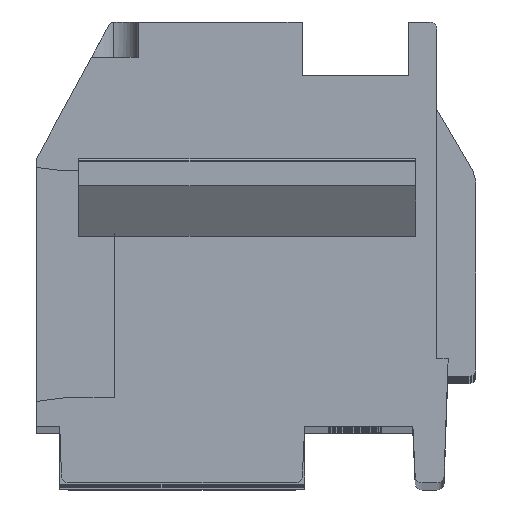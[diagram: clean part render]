
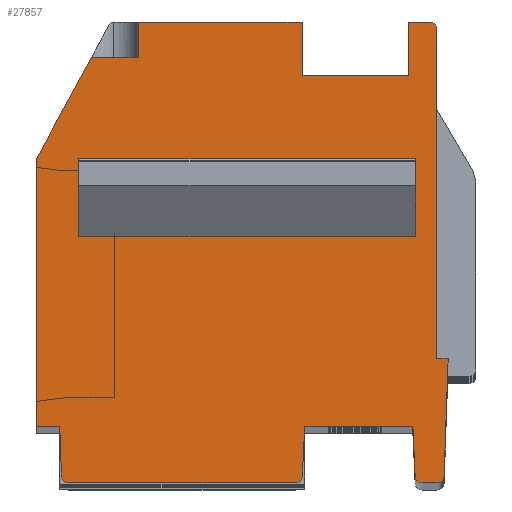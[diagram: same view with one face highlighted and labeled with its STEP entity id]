
A CAD part, top view. The second image highlights one B-rep face of the part: STEP entity #27857.
In plain terms, the highlighted planar face has unit normal (0, 0, 1).
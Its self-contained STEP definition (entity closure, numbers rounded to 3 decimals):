
#34=DIRECTION('',(0.,1.,0.));
#35=VECTOR('',#34,1.55);
#36=CARTESIAN_POINT('',(-5.188,0.15,112.5));
#37=LINE('',#36,#35);
#38=DIRECTION('',(-1.,0.,0.));
#39=VECTOR('',#38,9.5);
#40=CARTESIAN_POINT('',(4.312,0.15,112.5));
#41=LINE('',#40,#39);
#42=DIRECTION('',(0.,1.,0.));
#43=VECTOR('',#42,1.55);
#44=CARTESIAN_POINT('',(4.312,0.15,112.5));
#45=LINE('',#44,#43);
#46=DIRECTION('',(-1.,0.,0.));
#47=VECTOR('',#46,9.5);
#48=CARTESIAN_POINT('',(4.312,1.7,112.5));
#49=LINE('',#48,#47);
#50=DIRECTION('',(0.,-1.,0.));
#51=VECTOR('',#50,7.041);
#52=CARTESIAN_POINT('',(4.912,3.741,112.5));
#53=LINE('',#52,#51);
#54=DIRECTION('',(1.,0.,0.));
#55=VECTOR('',#54,0.32);
#56=CARTESIAN_POINT('',(4.912,-3.3,112.5));
#57=LINE('',#56,#55);
#58=DIRECTION('',(-0.035,-0.999,0.));
#59=VECTOR('',#58,0.502);
#60=CARTESIAN_POINT('',(5.232,-3.3,112.5));
#61=LINE('',#60,#59);
#62=DIRECTION('',(0.035,0.999,0.));
#63=VECTOR('',#62,2.807);
#64=CARTESIAN_POINT('',(5.116,-6.607,112.5));
#65=LINE('',#64,#63);
#66=CARTESIAN_POINT('',(4.916,-6.6,112.5));
#67=DIRECTION('',(0.,0.,-1.));
#68=DIRECTION('',(0.999,-0.035,0.));
#69=AXIS2_PLACEMENT_3D('',#66,#67,#68);
#71=DIRECTION('',(-1.,0.,0.));
#72=VECTOR('',#71,0.416);
#73=CARTESIAN_POINT('',(4.916,-6.8,112.5));
#74=LINE('',#73,#72);
#75=CARTESIAN_POINT('',(4.501,-6.6,112.5));
#76=DIRECTION('',(0.,0.,-1.));
#77=DIRECTION('',(0.,-1.,0.));
#78=AXIS2_PLACEMENT_3D('',#75,#76,#77);
#80=DIRECTION('',(-0.045,0.999,0.));
#81=VECTOR('',#80,1.411);
#82=CARTESIAN_POINT('',(4.301,-6.609,112.5));
#83=LINE('',#82,#81);
#84=DIRECTION('',(-1.,0.,0.));
#85=VECTOR('',#84,3.052);
#86=CARTESIAN_POINT('',(4.237,-5.2,112.5));
#87=LINE('',#86,#85);
#88=DIRECTION('',(0.045,0.999,0.));
#89=VECTOR('',#88,1.411);
#90=CARTESIAN_POINT('',(1.12,-6.609,112.5));
#91=LINE('',#90,#89);
#92=CARTESIAN_POINT('',(0.92,-6.6,112.5));
#93=DIRECTION('',(0.,0.,1.));
#94=DIRECTION('',(0.,-1.,0.));
#95=AXIS2_PLACEMENT_3D('',#92,#93,#94);
#97=DIRECTION('',(1.,0.,0.));
#98=VECTOR('',#97,6.396);
#99=CARTESIAN_POINT('',(-5.475,-6.8,112.5));
#100=LINE('',#99,#98);
#101=CARTESIAN_POINT('',(-5.475,-6.6,112.5));
#102=DIRECTION('',(0.,0.,1.));
#103=DIRECTION('',(-0.999,-0.035,0.));
#104=AXIS2_PLACEMENT_3D('',#101,#102,#103);
#106=DIRECTION('',(0.035,-0.999,0.));
#107=VECTOR('',#106,1.408);
#108=CARTESIAN_POINT('',(-5.724,-5.2,112.5));
#109=LINE('',#108,#107);
#110=DIRECTION('',(1.,0.,0.));
#111=VECTOR('',#110,0.664);
#112=CARTESIAN_POINT('',(-6.388,-5.2,112.5));
#113=LINE('',#112,#111);
#114=DIRECTION('',(0.,1.,0.));
#115=VECTOR('',#114,7.53);
#116=CARTESIAN_POINT('',(-6.388,-5.2,112.5));
#117=LINE('',#116,#115);
#118=DIRECTION('',(-0.477,-0.879,0.));
#119=VECTOR('',#118,3.266);
#120=CARTESIAN_POINT('',(-4.83,5.2,112.5));
#121=LINE('',#120,#119);
#122=DIRECTION('',(1.,0.,0.));
#123=VECTOR('',#122,1.316);
#124=CARTESIAN_POINT('',(-4.83,5.2,112.5));
#125=LINE('',#124,#123);
#126=DIRECTION('',(0.,1.,0.));
#127=VECTOR('',#126,1.);
#128=CARTESIAN_POINT('',(-3.514,5.2,112.5));
#129=LINE('',#128,#127);
#130=DIRECTION('',(-1.,0.,0.));
#131=VECTOR('',#130,4.626);
#132=CARTESIAN_POINT('',(1.112,6.2,112.5));
#133=LINE('',#132,#131);
#134=DIRECTION('',(0.,-1.,0.));
#135=VECTOR('',#134,1.5);
#136=CARTESIAN_POINT('',(1.112,6.2,112.5));
#137=LINE('',#136,#135);
#138=DIRECTION('',(1.,0.,0.));
#139=VECTOR('',#138,3.);
#140=CARTESIAN_POINT('',(1.112,4.7,112.5));
#141=LINE('',#140,#139);
#142=DIRECTION('',(0.,-1.,0.));
#143=VECTOR('',#142,1.5);
#144=CARTESIAN_POINT('',(4.112,6.2,112.5));
#145=LINE('',#144,#143);
#146=DIRECTION('',(-1.,0.,0.));
#147=VECTOR('',#146,0.6);
#148=CARTESIAN_POINT('',(4.712,6.2,112.5));
#149=LINE('',#148,#147);
#150=CARTESIAN_POINT('',(4.712,6.,112.5));
#151=DIRECTION('',(0.,0.,1.));
#152=DIRECTION('',(1.,0.,0.));
#153=AXIS2_PLACEMENT_3D('',#150,#151,#152);
#155=DIRECTION('',(0.,1.,0.));
#156=VECTOR('',#155,2.259);
#157=CARTESIAN_POINT('',(4.912,3.741,112.5));
#158=LINE('',#157,#156);
#21714=CARTESIAN_POINT('',(4.916,-6.8,112.5));
#21715=CARTESIAN_POINT('',(4.501,-6.8,112.5));
#21716=VERTEX_POINT('',#21714);
#21717=VERTEX_POINT('',#21715);
#21718=CARTESIAN_POINT('',(5.116,-6.607,112.5));
#21719=VERTEX_POINT('',#21718);
#21720=CARTESIAN_POINT('',(-6.388,-5.2,112.5));
#21721=CARTESIAN_POINT('',(-6.388,2.33,112.5));
#21722=VERTEX_POINT('',#21720);
#21723=VERTEX_POINT('',#21721);
#21724=CARTESIAN_POINT('',(4.301,-6.609,112.5));
#21725=CARTESIAN_POINT('',(4.237,-5.2,112.5));
#21726=VERTEX_POINT('',#21724);
#21727=VERTEX_POINT('',#21725);
#21761=CARTESIAN_POINT('',(-4.83,5.2,112.5));
#21762=CARTESIAN_POINT('',(-3.514,5.2,112.5));
#21763=VERTEX_POINT('',#21761);
#21764=VERTEX_POINT('',#21762);
#21765=CARTESIAN_POINT('',(-3.514,6.2,112.5));
#21766=VERTEX_POINT('',#21765);
#21812=CARTESIAN_POINT('',(-5.188,0.15,112.5));
#21813=CARTESIAN_POINT('',(-5.188,1.7,112.5));
#21814=VERTEX_POINT('',#21812);
#21815=VERTEX_POINT('',#21813);
#21816=CARTESIAN_POINT('',(4.312,0.15,112.5));
#21817=CARTESIAN_POINT('',(4.312,1.7,112.5));
#21818=VERTEX_POINT('',#21816);
#21819=VERTEX_POINT('',#21817);
#21872=CARTESIAN_POINT('',(4.912,6.,112.5));
#21873=CARTESIAN_POINT('',(4.712,6.2,112.5));
#21874=VERTEX_POINT('',#21872);
#21875=VERTEX_POINT('',#21873);
#22021=CARTESIAN_POINT('',(4.112,6.2,112.5));
#22022=CARTESIAN_POINT('',(4.112,4.7,112.5));
#22023=VERTEX_POINT('',#22021);
#22024=VERTEX_POINT('',#22022);
#22025=CARTESIAN_POINT('',(1.112,6.2,112.5));
#22026=CARTESIAN_POINT('',(1.112,4.7,112.5));
#22027=VERTEX_POINT('',#22025);
#22028=VERTEX_POINT('',#22026);
#22099=CARTESIAN_POINT('',(-5.675,-6.607,112.5));
#22100=CARTESIAN_POINT('',(-5.475,-6.8,112.5));
#22101=VERTEX_POINT('',#22099);
#22102=VERTEX_POINT('',#22100);
#22103=CARTESIAN_POINT('',(0.92,-6.8,112.5));
#22104=VERTEX_POINT('',#22103);
#22105=CARTESIAN_POINT('',(1.12,-6.609,112.5));
#22106=VERTEX_POINT('',#22105);
#22115=CARTESIAN_POINT('',(1.184,-5.2,112.5));
#22117=VERTEX_POINT('',#22115);
#22121=CARTESIAN_POINT('',(-5.724,-5.2,112.5));
#22122=VERTEX_POINT('',#22121);
#27780=CARTESIAN_POINT('',(4.912,3.741,112.5));
#27781=CARTESIAN_POINT('',(4.912,-3.3,112.5));
#27782=VERTEX_POINT('',#27780);
#27783=VERTEX_POINT('',#27781);
#27784=CARTESIAN_POINT('',(5.232,-3.3,112.5));
#27785=VERTEX_POINT('',#27784);
#27786=CARTESIAN_POINT('',(5.214,-3.802,112.5));
#27787=VERTEX_POINT('',#27786);
#27788=CARTESIAN_POINT('',(0.,0.,112.5));
#27789=DIRECTION('',(0.,0.,1.));
#27790=DIRECTION('',(1.,0.,0.));
#27791=AXIS2_PLACEMENT_3D('',#27788,#27789,#27790);
#27792=PLANE('',#27791);
#27794=ORIENTED_EDGE('',*,*,#27793,.T.);
#27796=ORIENTED_EDGE('',*,*,#27795,.T.);
#27798=ORIENTED_EDGE('',*,*,#27797,.T.);
#27800=ORIENTED_EDGE('',*,*,#27799,.F.);
#27802=ORIENTED_EDGE('',*,*,#27801,.T.);
#27804=ORIENTED_EDGE('',*,*,#27803,.T.);
#27806=ORIENTED_EDGE('',*,*,#27805,.T.);
#27808=ORIENTED_EDGE('',*,*,#27807,.T.);
#27810=ORIENTED_EDGE('',*,*,#27809,.T.);
#27812=ORIENTED_EDGE('',*,*,#27811,.F.);
#27814=ORIENTED_EDGE('',*,*,#27813,.F.);
#27816=ORIENTED_EDGE('',*,*,#27815,.F.);
#27818=ORIENTED_EDGE('',*,*,#27817,.F.);
#27820=ORIENTED_EDGE('',*,*,#27819,.F.);
#27822=ORIENTED_EDGE('',*,*,#27821,.F.);
#27824=ORIENTED_EDGE('',*,*,#27823,.T.);
#27826=ORIENTED_EDGE('',*,*,#27825,.F.);
#27828=ORIENTED_EDGE('',*,*,#27827,.T.);
#27830=ORIENTED_EDGE('',*,*,#27829,.T.);
#27832=ORIENTED_EDGE('',*,*,#27831,.F.);
#27834=ORIENTED_EDGE('',*,*,#27833,.T.);
#27836=ORIENTED_EDGE('',*,*,#27835,.T.);
#27838=ORIENTED_EDGE('',*,*,#27837,.F.);
#27840=ORIENTED_EDGE('',*,*,#27839,.F.);
#27842=ORIENTED_EDGE('',*,*,#27841,.F.);
#27844=ORIENTED_EDGE('',*,*,#27843,.F.);
#27845=EDGE_LOOP('',(#27794,#27796,#27798,#27800,#27802,#27804,#27806,#27808,
#27810,#27812,#27814,#27816,#27818,#27820,#27822,#27824,#27826,#27828,#27830,
#27832,#27834,#27836,#27838,#27840,#27842,#27844));
#27846=FACE_OUTER_BOUND('',#27845,.F.);
#27848=ORIENTED_EDGE('',*,*,#27847,.F.);
#27850=ORIENTED_EDGE('',*,*,#27849,.F.);
#27852=ORIENTED_EDGE('',*,*,#27851,.T.);
#27854=ORIENTED_EDGE('',*,*,#27853,.T.);
#27855=EDGE_LOOP('',(#27848,#27850,#27852,#27854));
#27856=FACE_BOUND('',#27855,.F.);
#70=CIRCLE('',#69,0.2);
#79=CIRCLE('',#78,0.2);
#96=CIRCLE('',#95,0.2);
#105=CIRCLE('',#104,0.2);
#154=CIRCLE('',#153,0.2);
#27793=EDGE_CURVE('',#27782,#27783,#53,.T.);
#27795=EDGE_CURVE('',#27783,#27785,#57,.T.);
#27797=EDGE_CURVE('',#27785,#27787,#61,.T.);
#27799=EDGE_CURVE('',#21719,#27787,#65,.T.);
#27801=EDGE_CURVE('',#21719,#21716,#70,.T.);
#27803=EDGE_CURVE('',#21716,#21717,#74,.T.);
#27805=EDGE_CURVE('',#21717,#21726,#79,.T.);
#27807=EDGE_CURVE('',#21726,#21727,#83,.T.);
#27809=EDGE_CURVE('',#21727,#22117,#87,.T.);
#27811=EDGE_CURVE('',#22106,#22117,#91,.T.);
#27813=EDGE_CURVE('',#22104,#22106,#96,.T.);
#27815=EDGE_CURVE('',#22102,#22104,#100,.T.);
#27817=EDGE_CURVE('',#22101,#22102,#105,.T.);
#27819=EDGE_CURVE('',#22122,#22101,#109,.T.);
#27821=EDGE_CURVE('',#21722,#22122,#113,.T.);
#27823=EDGE_CURVE('',#21722,#21723,#117,.T.);
#27825=EDGE_CURVE('',#21763,#21723,#121,.T.);
#27827=EDGE_CURVE('',#21763,#21764,#125,.T.);
#27829=EDGE_CURVE('',#21764,#21766,#129,.T.);
#27831=EDGE_CURVE('',#22027,#21766,#133,.T.);
#27833=EDGE_CURVE('',#22027,#22028,#137,.T.);
#27835=EDGE_CURVE('',#22028,#22024,#141,.T.);
#27837=EDGE_CURVE('',#22023,#22024,#145,.T.);
#27839=EDGE_CURVE('',#21875,#22023,#149,.T.);
#27841=EDGE_CURVE('',#21874,#21875,#154,.T.);
#27843=EDGE_CURVE('',#27782,#21874,#158,.T.);
#27847=EDGE_CURVE('',#21814,#21815,#37,.T.);
#27849=EDGE_CURVE('',#21818,#21814,#41,.T.);
#27851=EDGE_CURVE('',#21818,#21819,#45,.T.);
#27853=EDGE_CURVE('',#21819,#21815,#49,.T.);
#27857=ADVANCED_FACE('',(#27846,#27856),#27792,.T.);
